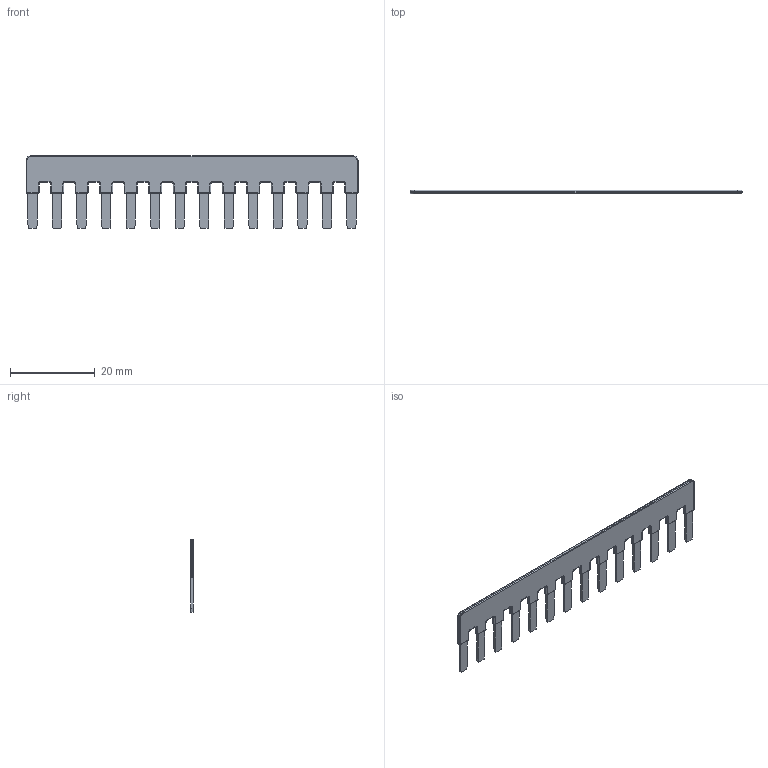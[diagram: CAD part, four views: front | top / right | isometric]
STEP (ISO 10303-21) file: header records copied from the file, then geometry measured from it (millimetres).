
FILE_DESCRIPTION(('Creo Elements/Direct Modeling STEP Export'),'2;1');
FILE_NAME('0ln7uvk520oeq2g3504','2020-04-01T16:59:16',(''),(''),'Creo Elements/Direct Modeling STEP processor for AP214 (Solid Model)','Creo Elements/Direct Modeling 20.1B 02-Apr-2019 (C) Parametric Technology GmbH','');
FILE_SCHEMA(('AUTOMOTIVE_DESIGN { 1 0 10303 214 1 1 1 1 }'));
Length unit declared in the file: millimetre
Products named in the file (2): PONTE_14A
Assembly tree (1 placements, depth 2):
  PONTE_14A
    PONTE_14A
Bounding box: 78.5 x 0.8 x 17.15 mm (x, y, z)
Volume: 607.4 mm3; surface area: 1981.3 mm2
Topology: 1 solids, 1 shells, 470 faces, 1170 edges, 722 vertices
Faces by surface type: cylinder 196, plane 162, torus 112
Entity records: 16475 total; most frequent: DIRECTION 2567, ORIENTED_EDGE 2340, CARTESIAN_POINT 2329, EDGE_CURVE 1170, AXIS2_PLACEMENT_3D 960, VERTEX_POINT 722, VECTOR 647, LINE 647
